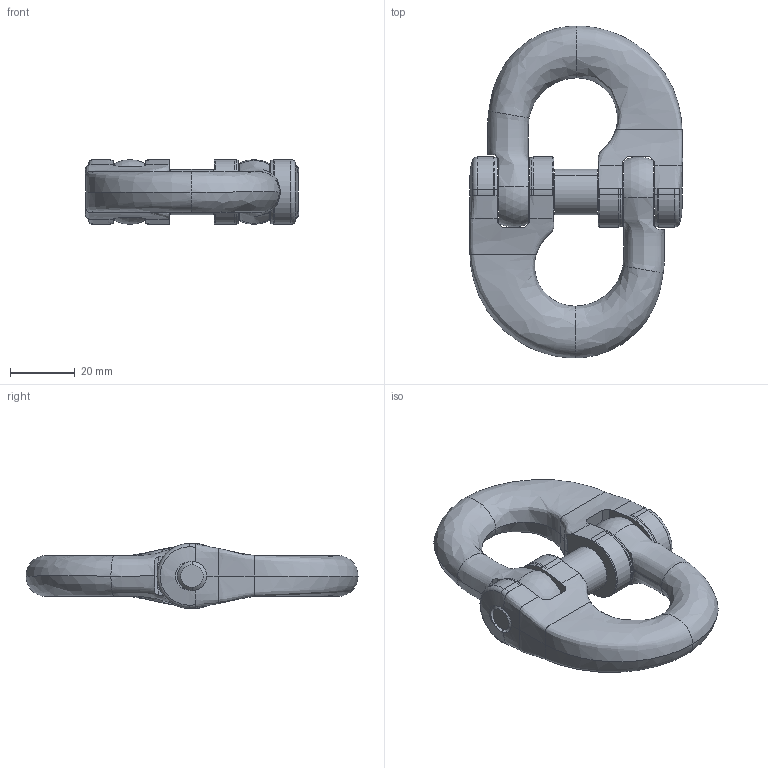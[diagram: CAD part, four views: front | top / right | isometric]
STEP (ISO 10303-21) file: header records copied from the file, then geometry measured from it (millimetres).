
FILE_DESCRIPTION(('STEP AP214'),'1');
FILE_NAME('cwp_10.stp','2017-07-06T20:23:57',('TraceParts'),('TraceParts S.A.'),'Spatial InterOp 3D',' ',' ');
FILE_SCHEMA(('automotive_design'));
Length unit declared in the file: millimetre
Products named in the file (4): cwp_10_1; cwp_10_2; cwp_10_3; cwp_10_4
Bounding box: 65.75 x 102.4 x 20 mm (x, y, z)
Volume: 51518.3 mm3; surface area: 19605.3 mm2
Topology: 4 solids, 4 shells, 128 faces, 328 edges, 206 vertices
Faces by surface type: cylinder 36, torus 36, bspline 26, plane 16, cone 10, sphere 4
Entity records: 25994 total; most frequent: CARTESIAN_POINT 21976, ORIENTED_EDGE 656, DIRECTION 552, EDGE_CURVE 328, AXIS2_PLACEMENT_3D 260, VERTEX_POINT 206, CIRCLE 154, B_SPLINE_CURVE_WITH_KNOTS 142
